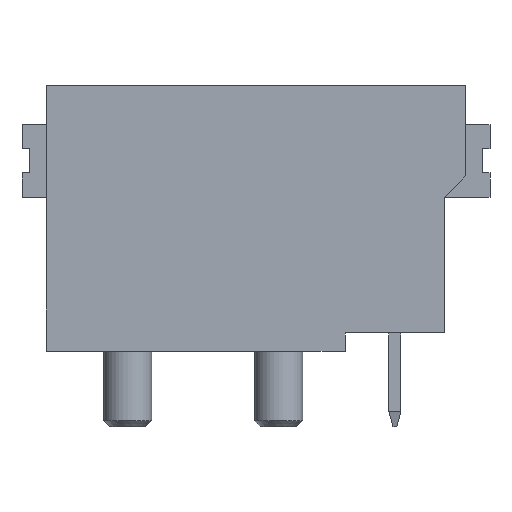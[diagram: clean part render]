
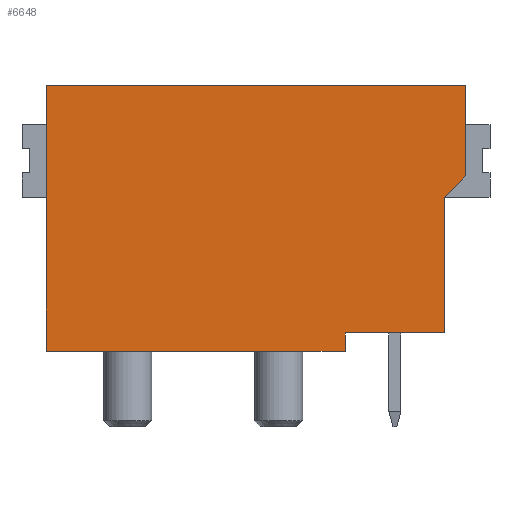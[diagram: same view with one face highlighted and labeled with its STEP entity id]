
A CAD part, front view. The second image highlights one B-rep face of the part: STEP entity #6648.
In plain terms, the highlighted planar face has unit normal (0, -1, 0).
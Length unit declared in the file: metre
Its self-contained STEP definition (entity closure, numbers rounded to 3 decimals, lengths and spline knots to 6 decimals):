
#624=LINE('',#13180,#1222);
#628=LINE('',#13188,#1226);
#629=LINE('',#13190,#1227);
#636=LINE('',#13203,#1234);
#638=LINE('',#13211,#1236);
#639=LINE('',#13213,#1237);
#640=LINE('',#13215,#1238);
#641=LINE('',#13217,#1239);
#1222=VECTOR('',#10881,1.);
#1226=VECTOR('',#10887,1.);
#1227=VECTOR('',#10890,1.);
#1234=VECTOR('',#10901,1.);
#1236=VECTOR('',#10909,1.);
#1237=VECTOR('',#10910,1.);
#1238=VECTOR('',#10911,1.);
#1239=VECTOR('',#10912,1.);
#2964=ORIENTED_EDGE('',*,*,#4126,.T.);
#2965=ORIENTED_EDGE('',*,*,#4130,.T.);
#2966=ORIENTED_EDGE('',*,*,#4131,.T.);
#2967=ORIENTED_EDGE('',*,*,#4142,.T.);
#2968=ORIENTED_EDGE('',*,*,#4143,.F.);
#2969=ORIENTED_EDGE('',*,*,#4144,.F.);
#2970=ORIENTED_EDGE('',*,*,#4145,.T.);
#2971=ORIENTED_EDGE('',*,*,#4138,.T.);
#4126=EDGE_CURVE('',#4749,#4748,#624,.T.);
#4130=EDGE_CURVE('',#4748,#4751,#628,.T.);
#4131=EDGE_CURVE('',#4751,#4752,#629,.T.);
#4138=EDGE_CURVE('',#4756,#4749,#636,.T.);
#4142=EDGE_CURVE('',#4752,#4759,#638,.T.);
#4143=EDGE_CURVE('',#4760,#4759,#639,.T.);
#4144=EDGE_CURVE('',#4761,#4760,#640,.T.);
#4145=EDGE_CURVE('',#4761,#4756,#641,.T.);
#4748=VERTEX_POINT('',#13179);
#4749=VERTEX_POINT('',#13181);
#4751=VERTEX_POINT('',#13187);
#4752=VERTEX_POINT('',#13191);
#4756=VERTEX_POINT('',#13204);
#4759=VERTEX_POINT('',#13212);
#4760=VERTEX_POINT('',#13214);
#4761=VERTEX_POINT('',#13216);
#5308=EDGE_LOOP('',(#2964,#2965,#2966,#2967,#2968,#2969,#2970,#2971));
#5693=FACE_BOUND('',#5308,.T.);
#5966=PLANE('',#9276);
#6648=ADVANCED_FACE('',(#5693),#5966,.F.);
#9276=AXIS2_PLACEMENT_3D('',#13210,#10907,#10908);
#10881=DIRECTION('',(0.,0.,1.));
#10887=DIRECTION('',(1.,0.,0.));
#10890=DIRECTION('',(0.,0.,1.));
#10901=DIRECTION('',(1.,0.,0.));
#10907=DIRECTION('',(0.,1.,0.));
#10908=DIRECTION('',(0.,0.,-1.));
#10909=DIRECTION('',(0.707,0.,0.707));
#10910=DIRECTION('',(0.,0.,-1.));
#10911=DIRECTION('',(1.,0.,0.));
#10912=DIRECTION('',(0.,0.,-1.));
#13179=CARTESIAN_POINT('',(0.00275,-0.002605,0.0006));
#13180=CARTESIAN_POINT('',(0.00275,-0.002605,0.));
#13181=CARTESIAN_POINT('',(0.00275,-0.002605,0.));
#13187=CARTESIAN_POINT('',(0.00605,-0.002605,0.0006));
#13188=CARTESIAN_POINT('',(0.00605,-0.002605,0.0006));
#13190=CARTESIAN_POINT('',(0.00605,-0.002605,0.0051));
#13191=CARTESIAN_POINT('',(0.00605,-0.002605,0.0051));
#13203=CARTESIAN_POINT('',(0.00675,-0.002605,0.));
#13204=CARTESIAN_POINT('',(-0.00715,-0.002605,0.));
#13210=CARTESIAN_POINT('',(0.00675,-0.002605,0.0088));
#13211=CARTESIAN_POINT('',(0.00675,-0.002605,0.0058));
#13212=CARTESIAN_POINT('',(0.00675,-0.002605,0.0058));
#13213=CARTESIAN_POINT('',(0.00675,-0.002605,0.0088));
#13214=CARTESIAN_POINT('',(0.00675,-0.002605,0.0088));
#13215=CARTESIAN_POINT('',(0.00675,-0.002605,0.0088));
#13216=CARTESIAN_POINT('',(-0.00715,-0.002605,0.0088));
#13217=CARTESIAN_POINT('',(-0.00715,-0.002605,0.0088));
